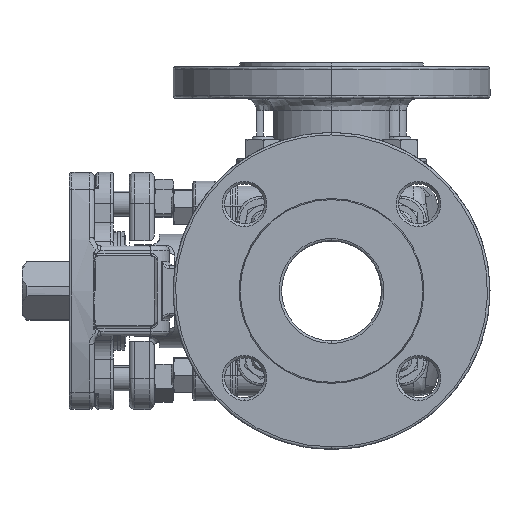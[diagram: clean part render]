
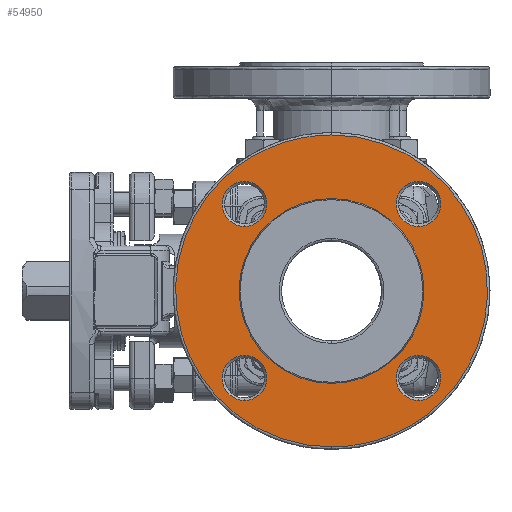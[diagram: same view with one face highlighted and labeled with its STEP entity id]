
A CAD part, left-side view. The second image highlights one B-rep face of the part: STEP entity #54950.
In plain terms, the highlighted planar face has unit normal (-1, 0, 0).
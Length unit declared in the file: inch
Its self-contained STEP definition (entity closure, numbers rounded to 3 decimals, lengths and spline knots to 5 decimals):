
#645 = EDGE_LOOP ( 'NONE', ( #58474, #29517 ) ) ;
#1213 = AXIS2_PLACEMENT_3D ( 'NONE', #58793, #16186, #15876 ) ;
#1304 =( BOUNDED_CURVE ( )  B_SPLINE_CURVE ( 3, ( #13943, #28058, #9947, #23187 ),
 .UNSPECIFIED., .F., .F. ) 
 B_SPLINE_CURVE_WITH_KNOTS ( ( 4, 4 ),
 ( 0., 1. ),
 .UNSPECIFIED. ) 
 CURVE ( )  GEOMETRIC_REPRESENTATION_ITEM ( )  RATIONAL_B_SPLINE_CURVE ( ( 1., 0.333, 0.333, 1. ) ) 
 REPRESENTATION_ITEM ( '' )  );
#4579 = VERTEX_POINT ( 'NONE', #40911 ) ;
#4777 = CARTESIAN_POINT ( 'NONE',  ( -3.53937, -1.37246, 1.37246 ) ) ;
#4833 = CIRCLE ( 'NONE', #53506, 1.45782 ) ;
#5056 = AXIS2_PLACEMENT_3D ( 'NONE', #13564, #32228, #27674 ) ;
#5783 = VERTEX_POINT ( 'NONE', #10810 ) ;
#6449 = EDGE_CURVE ( 'NONE', #5783, #11558, #29935, .T. ) ;
#7220 = CARTESIAN_POINT ( 'NONE',  ( -3.53937, -1.37246, -1.01812 ) ) ;
#7899 = AXIS2_PLACEMENT_3D ( 'NONE', #31509, #54291, #44864 ) ;
#7964 = CIRCLE ( 'NONE', #5056, 0.35433 ) ;
#8027 = CARTESIAN_POINT ( 'NONE',  ( -3.53937, 0., -2.46063 ) ) ;
#8184 =( BOUNDED_CURVE ( )  B_SPLINE_CURVE ( 3, ( #8027, #17811, #44910, #58901 ),
 .UNSPECIFIED., .F., .F. ) 
 B_SPLINE_CURVE_WITH_KNOTS ( ( 4, 4 ),
 ( 0., 1. ),
 .UNSPECIFIED. ) 
 CURVE ( )  GEOMETRIC_REPRESENTATION_ITEM ( )  RATIONAL_B_SPLINE_CURVE ( ( 1., 0.333, 0.333, 1. ) ) 
 REPRESENTATION_ITEM ( '' )  );
#9866 = CARTESIAN_POINT ( 'NONE',  ( -3.53937, 1.45782, 0. ) ) ;
#9947 = CARTESIAN_POINT ( 'NONE',  ( -3.53937, -4.92126, -2.46063 ) ) ;
#10380 = CARTESIAN_POINT ( 'NONE',  ( -3.53937, 0., -2.46063 ) ) ;
#10508 = VERTEX_POINT ( 'NONE', #55769 ) ;
#10810 = CARTESIAN_POINT ( 'NONE',  ( -3.53937, 1.37246, -1.01812 ) ) ;
#11558 = VERTEX_POINT ( 'NONE', #59067 ) ;
#12137 = VERTEX_POINT ( 'NONE', #10380 ) ;
#12886 = EDGE_CURVE ( 'NONE', #4579, #38010, #23442, .T. ) ;
#13564 = CARTESIAN_POINT ( 'NONE',  ( -3.53937, 1.37246, 1.37246 ) ) ;
#13943 = CARTESIAN_POINT ( 'NONE',  ( -3.53937, 0., 2.46063 ) ) ;
#14032 = EDGE_CURVE ( 'NONE', #38010, #4579, #42966, .T. ) ;
#14828 = DIRECTION ( 'NONE',  ( 0., 0., 1. ) ) ;
#15876 = DIRECTION ( 'NONE',  ( 0., 0., 1. ) ) ;
#16186 = DIRECTION ( 'NONE',  ( 1., 0., 0. ) ) ;
#16504 = CARTESIAN_POINT ( 'NONE',  ( -3.53937, 0., 2.46063 ) ) ;
#17811 = CARTESIAN_POINT ( 'NONE',  ( -3.53937, 4.92126, -2.46063 ) ) ;
#18789 = ORIENTED_EDGE ( 'NONE', *, *, #34742, .T. ) ;
#19176 = AXIS2_PLACEMENT_3D ( 'NONE', #32012, #23782, #32886 ) ;
#19227 = AXIS2_PLACEMENT_3D ( 'NONE', #34766, #29914, #53306 ) ;
#19357 = FACE_BOUND ( 'NONE', #48046, .T. ) ;
#20327 = DIRECTION ( 'NONE',  ( 0., 0., -1. ) ) ;
#20365 = ORIENTED_EDGE ( 'NONE', *, *, #52881, .F. ) ;
#20436 = VERTEX_POINT ( 'NONE', #25116 ) ;
#22256 = ORIENTED_EDGE ( 'NONE', *, *, #39578, .F. ) ;
#22839 = DIRECTION ( 'NONE',  ( 0., 0., 1. ) ) ;
#23018 = CIRCLE ( 'NONE', #39418, 0.35433 ) ;
#23187 = CARTESIAN_POINT ( 'NONE',  ( -3.53937, 0., -2.46063 ) ) ;
#23442 = CIRCLE ( 'NONE', #33131, 0.35433 ) ;
#23611 = CARTESIAN_POINT ( 'NONE',  ( -3.53937, -1.37246, 1.72679 ) ) ;
#23735 = EDGE_LOOP ( 'NONE', ( #22256, #52331 ) ) ;
#23740 = EDGE_CURVE ( 'NONE', #12137, #24403, #8184, .T. ) ;
#23782 = DIRECTION ( 'NONE',  ( 1., 0., 0. ) ) ;
#24403 = VERTEX_POINT ( 'NONE', #16504 ) ;
#24653 = DIRECTION ( 'NONE',  ( -1., 0., 0. ) ) ;
#24697 = EDGE_CURVE ( 'NONE', #49843, #45650, #42101, .T. ) ;
#25116 = CARTESIAN_POINT ( 'NONE',  ( -3.53937, 1.37246, 1.72679 ) ) ;
#25160 = ORIENTED_EDGE ( 'NONE', *, *, #31899, .T. ) ;
#25864 = VERTEX_POINT ( 'NONE', #34339 ) ;
#27247 = EDGE_CURVE ( 'NONE', #32179, #20436, #49266, .T. ) ;
#27649 = CIRCLE ( 'NONE', #1213, 0.35433 ) ;
#27674 = DIRECTION ( 'NONE',  ( 0., 0., 1. ) ) ;
#27806 = EDGE_CURVE ( 'NONE', #25864, #10508, #49218, .T. ) ;
#28058 = CARTESIAN_POINT ( 'NONE',  ( -3.53937, -4.92126, 2.46063 ) ) ;
#29517 = ORIENTED_EDGE ( 'NONE', *, *, #12886, .T. ) ;
#29914 = DIRECTION ( 'NONE',  ( 1., 0., 0. ) ) ;
#29935 = CIRCLE ( 'NONE', #19227, 0.35433 ) ;
#30383 = CARTESIAN_POINT ( 'NONE',  ( -3.53937, 0., 0. ) ) ;
#30503 = AXIS2_PLACEMENT_3D ( 'NONE', #32909, #46571, #55421 ) ;
#31509 = CARTESIAN_POINT ( 'NONE',  ( -3.53937, -1.37246, -1.37246 ) ) ;
#31899 = EDGE_CURVE ( 'NONE', #11558, #5783, #27649, .T. ) ;
#32012 = CARTESIAN_POINT ( 'NONE',  ( -3.53937, 1.37246, 1.37246 ) ) ;
#32093 = CARTESIAN_POINT ( 'NONE',  ( -3.53937, 0., 0. ) ) ;
#32179 = VERTEX_POINT ( 'NONE', #58067 ) ;
#32228 = DIRECTION ( 'NONE',  ( 1., 0., 0. ) ) ;
#32746 = EDGE_LOOP ( 'NONE', ( #52030, #25160 ) ) ;
#32777 = EDGE_LOOP ( 'NONE', ( #49325, #18789 ) ) ;
#32886 = DIRECTION ( 'NONE',  ( 0., 0., 1. ) ) ;
#32909 = CARTESIAN_POINT ( 'NONE',  ( -3.53937, -1.37246, 1.37246 ) ) ;
#33131 = AXIS2_PLACEMENT_3D ( 'NONE', #45607, #40389, #22839 ) ;
#33400 = FACE_BOUND ( 'NONE', #32777, .T. ) ;
#34339 = CARTESIAN_POINT ( 'NONE',  ( -3.53937, 0., -1.45782 ) ) ;
#34742 = EDGE_CURVE ( 'NONE', #45650, #49843, #23018, .T. ) ;
#34766 = CARTESIAN_POINT ( 'NONE',  ( -3.53937, 1.37246, -1.37246 ) ) ;
#34988 = AXIS2_PLACEMENT_3D ( 'NONE', #9866, #47356, #42184 ) ;
#35396 = ORIENTED_EDGE ( 'NONE', *, *, #57958, .T. ) ;
#36434 = FACE_OUTER_BOUND ( 'NONE', #23735, .T. ) ;
#37913 = FACE_BOUND ( 'NONE', #645, .T. ) ;
#37984 = DIRECTION ( 'NONE',  ( 1., 0., 0. ) ) ;
#38010 = VERTEX_POINT ( 'NONE', #7220 ) ;
#39120 = ORIENTED_EDGE ( 'NONE', *, *, #27247, .T. ) ;
#39418 = AXIS2_PLACEMENT_3D ( 'NONE', #4777, #37984, #14828 ) ;
#39578 = EDGE_CURVE ( 'NONE', #24403, #12137, #1304, .T. ) ;
#40389 = DIRECTION ( 'NONE',  ( 1., 0., 0. ) ) ;
#40645 = FACE_BOUND ( 'NONE', #40935, .T. ) ;
#40911 = CARTESIAN_POINT ( 'NONE',  ( -3.53937, -1.37246, -1.72679 ) ) ;
#40935 = EDGE_LOOP ( 'NONE', ( #54491, #20365 ) ) ;
#42101 = CIRCLE ( 'NONE', #30503, 0.35433 ) ;
#42184 = DIRECTION ( 'NONE',  ( 0., 0., -1. ) ) ;
#42966 = CIRCLE ( 'NONE', #7899, 0.35433 ) ;
#44864 = DIRECTION ( 'NONE',  ( 0., 0., 1. ) ) ;
#44910 = CARTESIAN_POINT ( 'NONE',  ( -3.53937, 4.92126, 2.46063 ) ) ;
#45126 = DIRECTION ( 'NONE',  ( 0., 0., -1. ) ) ;
#45607 = CARTESIAN_POINT ( 'NONE',  ( -3.53937, -1.37246, -1.37246 ) ) ;
#45650 = VERTEX_POINT ( 'NONE', #49419 ) ;
#46054 = DIRECTION ( 'NONE',  ( -1., 0., 0. ) ) ;
#46451 = AXIS2_PLACEMENT_3D ( 'NONE', #32093, #46054, #45126 ) ;
#46571 = DIRECTION ( 'NONE',  ( 1., 0., 0. ) ) ;
#47356 = DIRECTION ( 'NONE',  ( 1., 0., 0. ) ) ;
#48046 = EDGE_LOOP ( 'NONE', ( #35396, #39120 ) ) ;
#49218 = CIRCLE ( 'NONE', #46451, 1.45782 ) ;
#49266 = CIRCLE ( 'NONE', #19176, 0.35433 ) ;
#49325 = ORIENTED_EDGE ( 'NONE', *, *, #24697, .T. ) ;
#49419 = CARTESIAN_POINT ( 'NONE',  ( -3.53937, -1.37246, 1.01812 ) ) ;
#49843 = VERTEX_POINT ( 'NONE', #23611 ) ;
#51613 = PLANE ( 'NONE',  #34988 ) ;
#52030 = ORIENTED_EDGE ( 'NONE', *, *, #6449, .T. ) ;
#52331 = ORIENTED_EDGE ( 'NONE', *, *, #23740, .F. ) ;
#52881 = EDGE_CURVE ( 'NONE', #10508, #25864, #4833, .T. ) ;
#53306 = DIRECTION ( 'NONE',  ( 0., 0., 1. ) ) ;
#53506 = AXIS2_PLACEMENT_3D ( 'NONE', #30383, #24653, #20327 ) ;
#54291 = DIRECTION ( 'NONE',  ( 1., 0., 0. ) ) ;
#54491 = ORIENTED_EDGE ( 'NONE', *, *, #27806, .F. ) ;
#54950 = ADVANCED_FACE ( 'NONE', ( #40645, #36434, #59257, #19357, #33400, #37913 ), #51613, .F. ) ;
#55421 = DIRECTION ( 'NONE',  ( 0., 0., 1. ) ) ;
#55769 = CARTESIAN_POINT ( 'NONE',  ( -3.53937, 0., 1.45782 ) ) ;
#57958 = EDGE_CURVE ( 'NONE', #20436, #32179, #7964, .T. ) ;
#58067 = CARTESIAN_POINT ( 'NONE',  ( -3.53937, 1.37246, 1.01812 ) ) ;
#58474 = ORIENTED_EDGE ( 'NONE', *, *, #14032, .T. ) ;
#58793 = CARTESIAN_POINT ( 'NONE',  ( -3.53937, 1.37246, -1.37246 ) ) ;
#58901 = CARTESIAN_POINT ( 'NONE',  ( -3.53937, 0., 2.46063 ) ) ;
#59067 = CARTESIAN_POINT ( 'NONE',  ( -3.53937, 1.37246, -1.72679 ) ) ;
#59257 = FACE_BOUND ( 'NONE', #32746, .T. ) ;
